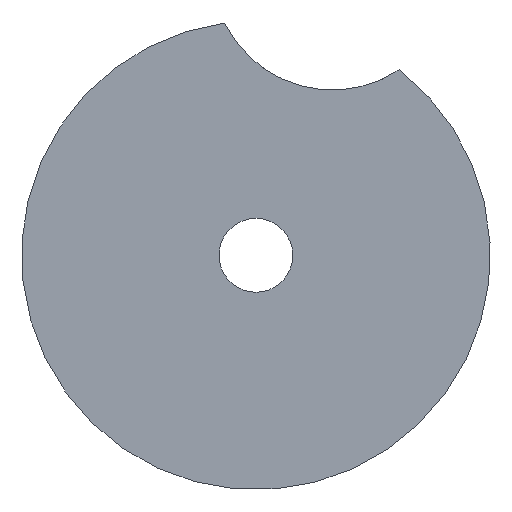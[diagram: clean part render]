
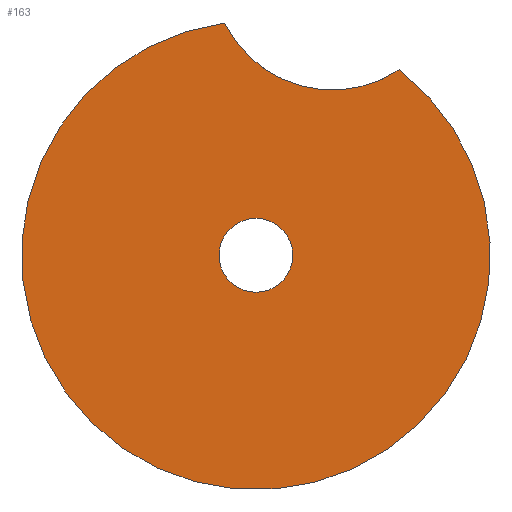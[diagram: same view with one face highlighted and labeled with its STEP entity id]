
A CAD part, front view. The second image highlights one B-rep face of the part: STEP entity #163.
In plain terms, the highlighted planar face has unit normal (0, -1, 0).
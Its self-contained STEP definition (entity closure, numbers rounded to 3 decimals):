
#38=FACE_BOUND('',#52,.T.);
#41=FACE_OUTER_BOUND('',#51,.T.);
#51=EDGE_LOOP('',(#116,#117));
#52=EDGE_LOOP('',(#118));
#64=CIRCLE('',#189,3.25);
#65=CIRCLE('',#190,6.35);
#66=CIRCLE('',#191,1.);
#79=VERTEX_POINT('',#278);
#80=VERTEX_POINT('',#279);
#81=VERTEX_POINT('',#282);
#94=EDGE_CURVE('',#79,#80,#64,.T.);
#95=EDGE_CURVE('',#80,#79,#65,.T.);
#96=EDGE_CURVE('',#81,#81,#66,.T.);
#116=ORIENTED_EDGE('',*,*,#94,.T.);
#117=ORIENTED_EDGE('',*,*,#95,.T.);
#118=ORIENTED_EDGE('',*,*,#96,.T.);
#160=PLANE('',#188);
#163=ADVANCED_FACE('',(#41,#38),#160,.T.);
#188=AXIS2_PLACEMENT_3D('',#277,#218,#219);
#189=AXIS2_PLACEMENT_3D('',#280,#220,#221);
#190=AXIS2_PLACEMENT_3D('',#281,#222,#223);
#191=AXIS2_PLACEMENT_3D('',#283,#224,#225);
#218=DIRECTION('center_axis',(0.,-1.,0.));
#219=DIRECTION('ref_axis',(0.,0.,-1.));
#220=DIRECTION('center_axis',(0.,1.,0.));
#221=DIRECTION('ref_axis',(-1.,0.,0.));
#222=DIRECTION('center_axis',(0.,-1.,0.));
#223=DIRECTION('ref_axis',(0.,0.,-1.));
#224=DIRECTION('center_axis',(0.,1.,0.));
#225=DIRECTION('ref_axis',(1.,0.,0.));
#277=CARTESIAN_POINT('Origin',(0.,0.,0.));
#278=CARTESIAN_POINT('',(3.879,0.,5.027));
#279=CARTESIAN_POINT('',(-0.846,0.,6.293));
#280=CARTESIAN_POINT('Origin',(2.071,0.,7.727));
#281=CARTESIAN_POINT('Origin',(0.,0.,0.));
#282=CARTESIAN_POINT('',(-1.,0.,0.));
#283=CARTESIAN_POINT('Origin',(0.,0.,0.));
